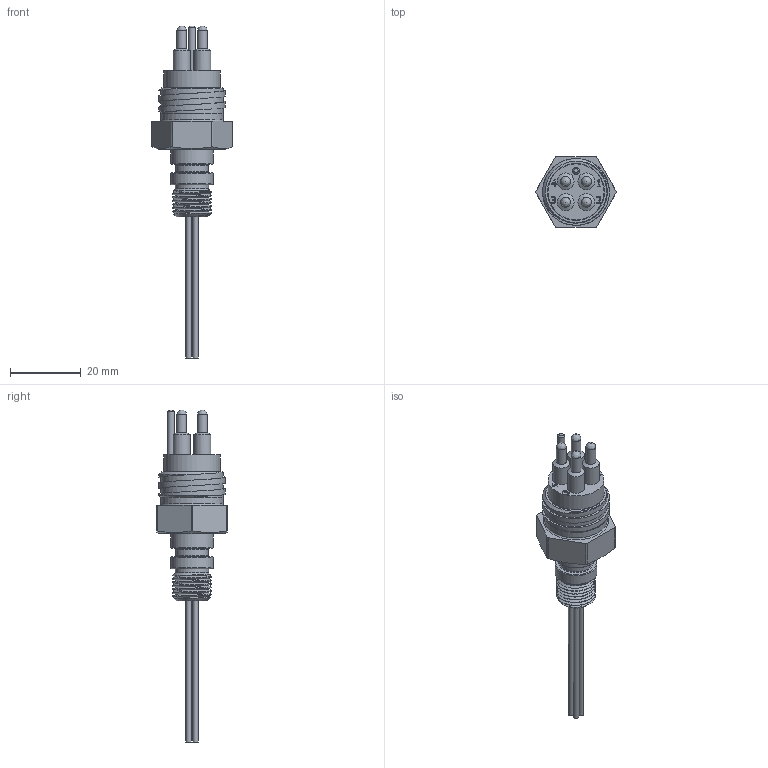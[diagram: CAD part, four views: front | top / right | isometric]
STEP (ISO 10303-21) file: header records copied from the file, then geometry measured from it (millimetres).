
FILE_DESCRIPTION(/* description */ (''),/* implementation_level */ '2;1');
FILE_NAME(/* name */ 'MCBH4M 2 O-ring 20mm Hex.stp',/* time_stamp */ '2014-11-26T13:49:20+01:00',/* author */ ('sh'),/* organization */ (''),/* preprocessor_version */ 'ST-DEVELOPER v15.2',/* originating_system */ 'Autodesk Inventor 2014',/* authorisation */ '');
FILE_SCHEMA (('AUTOMOTIVE_DESIGN { 1 0 10303 214 3 1 1 }'));
Length unit declared in the file: millimetre
Products named in the file (1): MCBH4M 2 O-ring 20mm Hex
Bounding box: 22.87 x 19.94 x 93.96 mm (x, y, z)
Volume: 7371 mm3; surface area: 7109.3 mm2
Topology: 11 solids, 11 shells, 198 faces, 499 edges, 337 vertices
Faces by surface type: plane 86, cylinder 42, bspline 39, cone 18, torus 13
Full cylindrical faces by diameter (mm): 1.524 x4, 1.981 x1, 2.032 x4, 2.779 x4, 4.801 x4, 5.537 x1, 7.264 x1, 9.322 x1, 9.398 x1, 11.918 x2, 13.5 x1, 15.875 x1, 15.9 x1, 16.129 x1, 17.628 x1, 17.971 x1
Entity records: 7764 total; most frequent: CARTESIAN_POINT 3433, ORIENTED_EDGE 820, DIRECTION 716, EDGE_CURVE 410, VERTEX_POINT 307, EDGE_LOOP 273, AXIS2_PLACEMENT_3D 271, STYLED_ITEM 199
